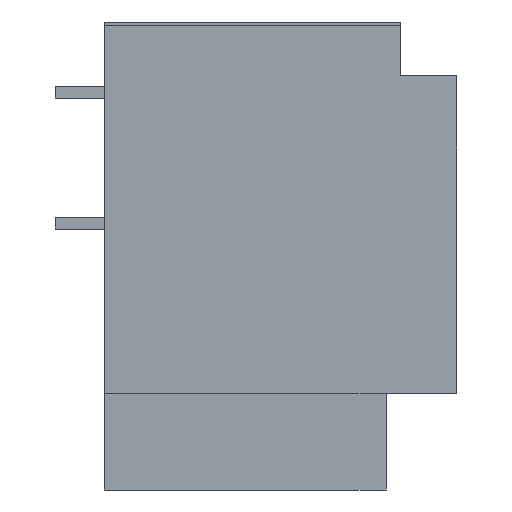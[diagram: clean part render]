
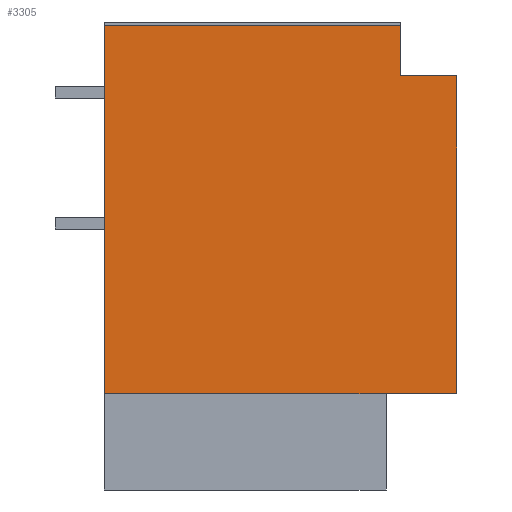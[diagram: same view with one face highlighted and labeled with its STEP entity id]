
A CAD part, left-side view. The second image highlights one B-rep face of the part: STEP entity #3305.
In plain terms, the highlighted planar face has unit normal (-1, 0, 0).
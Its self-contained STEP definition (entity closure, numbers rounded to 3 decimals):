
#125=DIRECTION('',(0.,0.,1.));
#126=VECTOR('',#125,314.747);
#127=CARTESIAN_POINT('',(32.,-42.,-317.747));
#128=LINE('',#127,#126);
#917=DIRECTION('',(0.,-1.,0.));
#918=VECTOR('',#917,60.566);
#919=CARTESIAN_POINT('',(32.,-282.934,-317.747));
#920=LINE('',#919,#918);
#929=DIRECTION('',(0.,1.,0.));
#930=VECTOR('',#929,240.934);
#931=CARTESIAN_POINT('',(32.,-282.934,-317.747));
#932=LINE('',#931,#930);
#933=DIRECTION('',(0.,0.,-1.));
#934=VECTOR('',#933,271.783);
#935=CARTESIAN_POINT('',(32.,-343.5,-45.964));
#936=LINE('',#935,#934);
#1061=DIRECTION('',(0.,1.,0.));
#1062=VECTOR('',#1061,48.212);
#1063=CARTESIAN_POINT('',(32.,-343.5,-45.964));
#1064=LINE('',#1063,#1062);
#1069=DIRECTION('',(0.,0.,1.));
#1070=VECTOR('',#1069,42.964);
#1071=CARTESIAN_POINT('',(32.,-295.288,-45.964));
#1072=LINE('',#1071,#1070);
#1089=DIRECTION('',(0.,1.,0.));
#1090=VECTOR('',#1089,253.288);
#1091=CARTESIAN_POINT('',(32.,-295.288,-3.));
#1092=LINE('',#1091,#1090);
#1773=CARTESIAN_POINT('',(32.,-343.5,-45.964));
#1774=CARTESIAN_POINT('',(32.,-343.5,-317.747));
#1775=VERTEX_POINT('',#1773);
#1776=VERTEX_POINT('',#1774);
#1781=CARTESIAN_POINT('',(32.,-42.,-317.747));
#1782=VERTEX_POINT('',#1781);
#1783=CARTESIAN_POINT('',(32.,-42.,-3.));
#1784=VERTEX_POINT('',#1783);
#1805=CARTESIAN_POINT('',(32.,-282.934,-317.747));
#1806=VERTEX_POINT('',#1805);
#1811=CARTESIAN_POINT('',(32.,-295.288,-45.964));
#1812=CARTESIAN_POINT('',(32.,-295.288,-3.));
#1813=VERTEX_POINT('',#1811);
#1814=VERTEX_POINT('',#1812);
#3287=CARTESIAN_POINT('',(32.,-343.5,-317.747));
#3288=DIRECTION('',(1.,0.,0.));
#3289=DIRECTION('',(0.,0.,1.));
#3290=AXIS2_PLACEMENT_3D('',#3287,#3288,#3289);
#3291=PLANE('',#3290);
#3293=ORIENTED_EDGE('',*,*,#3292,.T.);
#3294=ORIENTED_EDGE('',*,*,#3277,.F.);
#3295=ORIENTED_EDGE('',*,*,#1971,.T.);
#3296=ORIENTED_EDGE('',*,*,#2002,.T.);
#3298=ORIENTED_EDGE('',*,*,#3297,.F.);
#3300=ORIENTED_EDGE('',*,*,#3299,.F.);
#3302=ORIENTED_EDGE('',*,*,#3301,.F.);
#3303=EDGE_LOOP('',(#3293,#3294,#3295,#3296,#3298,#3300,#3302));
#3304=FACE_OUTER_BOUND('',#3303,.F.);
#3305=ADVANCED_FACE('',(#3304),#3291,.F.);
#1971=EDGE_CURVE('',#1806,#1782,#932,.T.);
#2002=EDGE_CURVE('',#1782,#1784,#128,.T.);
#3277=EDGE_CURVE('',#1806,#1776,#920,.T.);
#3292=EDGE_CURVE('',#1775,#1776,#936,.T.);
#3297=EDGE_CURVE('',#1814,#1784,#1092,.T.);
#3299=EDGE_CURVE('',#1813,#1814,#1072,.T.);
#3301=EDGE_CURVE('',#1775,#1813,#1064,.T.);
